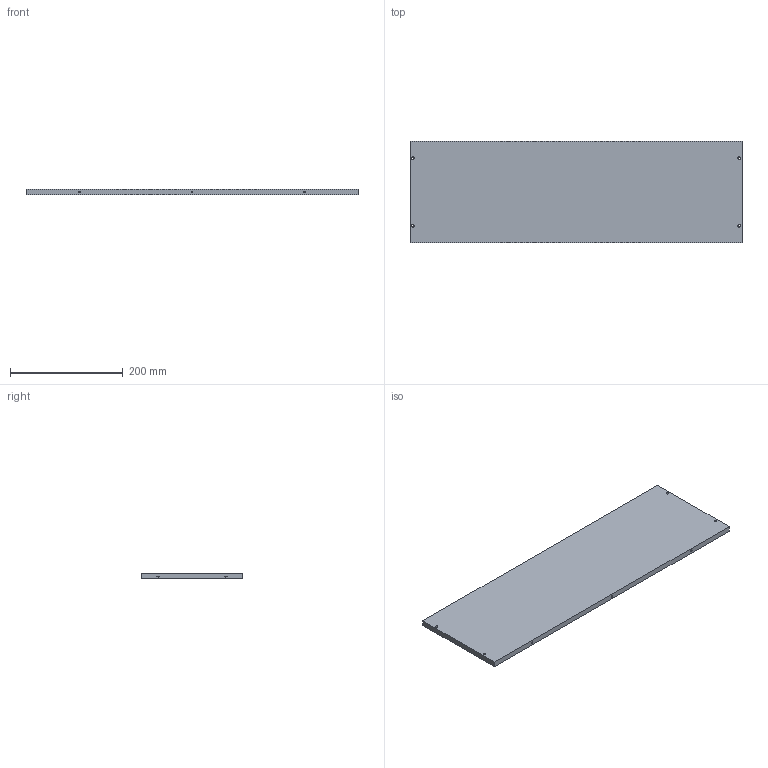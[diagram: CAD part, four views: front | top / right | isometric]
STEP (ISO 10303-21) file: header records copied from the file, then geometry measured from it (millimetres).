
FILE_DESCRIPTION (( 'STEP AP203' ), '1' );
FILE_NAME ('TAE-22001JC-001-03.STEP', '2021-12-21T06:47:32', ( '' ), ( '' ), 'SwSTEP 2.0', 'SolidWorks 2016', '' );
FILE_SCHEMA (( 'CONFIG_CONTROL_DESIGN' ));
Length unit declared in the file: millimetre
Products named in the file (1): TAE-22001JC-001-03
Bounding box: 590 x 180 x 10 mm (x, y, z)
Volume: 1060587.3 mm3; surface area: 228726.3 mm2
Topology: 1 solids, 1 shells, 38 faces, 90 edges, 55 vertices
Faces by surface type: cylinder 22, plane 10, cone 6
Entity records: 1161 total; most frequent: DIRECTION 206, CARTESIAN_POINT 178, ORIENTED_EDGE 168, EDGE_CURVE 84, AXIS2_PLACEMENT_3D 83, VERTEX_POINT 55, EDGE_LOOP 53, CIRCLE 44
